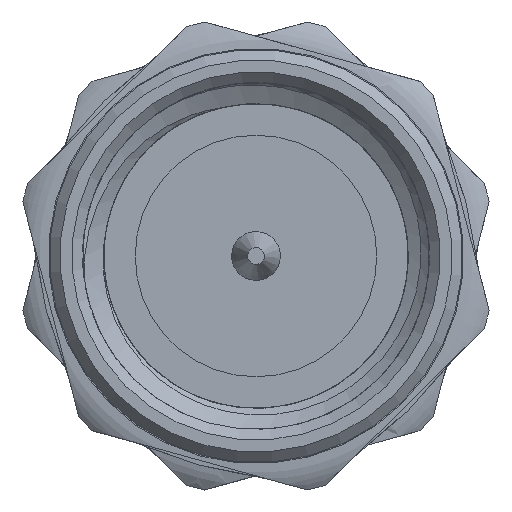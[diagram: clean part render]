
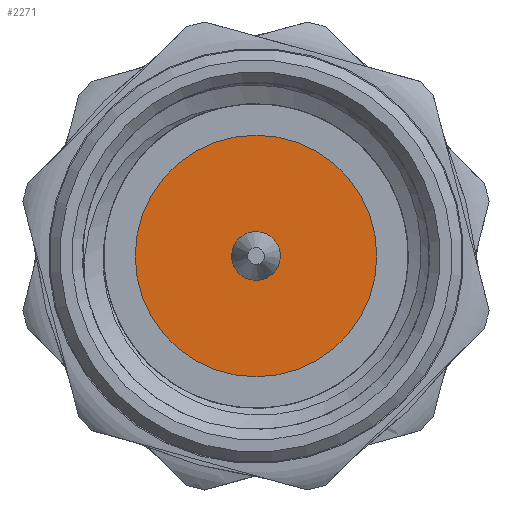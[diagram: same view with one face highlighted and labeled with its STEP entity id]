
A CAD part, front view. The second image highlights one B-rep face of the part: STEP entity #2271.
In plain terms, the highlighted planar face has unit normal (0, -1, 0).
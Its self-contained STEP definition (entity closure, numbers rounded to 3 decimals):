
#250=ORIENTED_EDGE('',*,*,#646,.F.);
#251=ORIENTED_EDGE('',*,*,#645,.T.);
#645=EDGE_CURVE('',#845,#845,#993,.T.);
#646=EDGE_CURVE('',#846,#846,#994,.T.);
#845=VERTEX_POINT('',#3028);
#846=VERTEX_POINT('',#3031);
#993=CIRCLE('',#2393,0.46);
#994=CIRCLE('',#2395,2.28);
#1082=EDGE_LOOP('',(#250));
#1083=EDGE_LOOP('',(#251));
#1258=FACE_BOUND('',#1082,.T.);
#1259=FACE_BOUND('',#1083,.T.);
#1426=PLANE('',#2394);
#2271=ADVANCED_FACE('',(#1258,#1259),#1426,.F.);
#2393=AXIS2_PLACEMENT_3D('',#3027,#2598,#2599);
#2394=AXIS2_PLACEMENT_3D('',#3029,#2600,#2601);
#2395=AXIS2_PLACEMENT_3D('',#3030,#2602,#2603);
#2598=DIRECTION('',(0.,1.,0.));
#2599=DIRECTION('',(0.815,0.,0.579));
#2600=DIRECTION('',(0.,1.,0.));
#2601=DIRECTION('',(-1.,0.,0.));
#2602=DIRECTION('',(0.,1.,0.));
#2603=DIRECTION('',(0.,0.,-1.));
#3027=CARTESIAN_POINT('',(0.,-73.17,0.));
#3028=CARTESIAN_POINT('',(0.375,-73.17,0.267));
#3029=CARTESIAN_POINT('',(0.,-73.17,0.));
#3030=CARTESIAN_POINT('',(0.,-73.17,0.));
#3031=CARTESIAN_POINT('',(0.,-73.17,-2.28));
